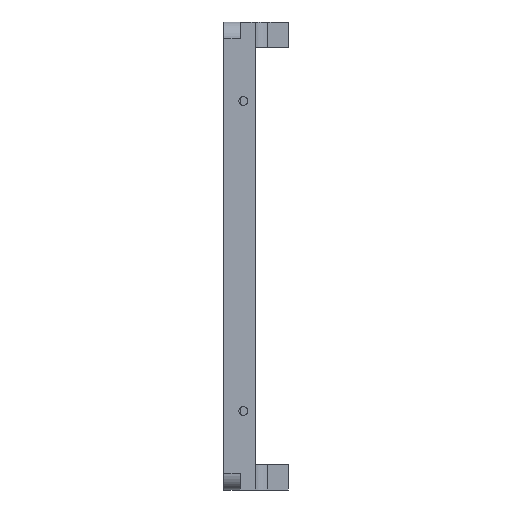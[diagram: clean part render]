
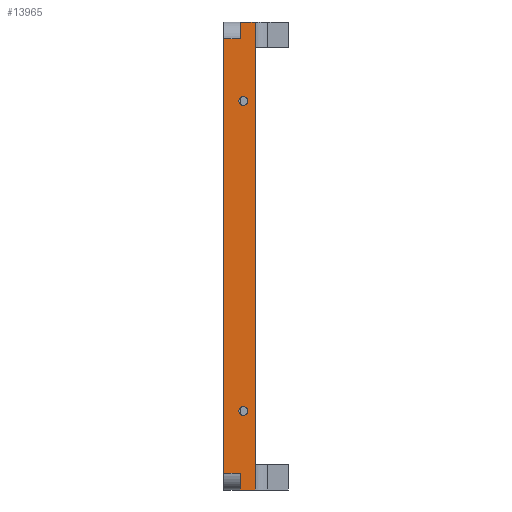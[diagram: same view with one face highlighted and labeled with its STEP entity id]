
A CAD part, front view. The second image highlights one B-rep face of the part: STEP entity #13965.
In plain terms, the highlighted planar face has unit normal (0, -1, 0).
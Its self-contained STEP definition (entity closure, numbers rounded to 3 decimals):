
#27 = EDGE_CURVE ( 'NONE', #340, #18338, #9761, .T. ) ;
#292 = CARTESIAN_POINT ( 'NONE',  ( 0.5, -78.6, -27.5 ) ) ;
#340 = VERTEX_POINT ( 'NONE', #2852 ) ;
#431 = VECTOR ( 'NONE', #4556, 1000. ) ;
#710 = DIRECTION ( 'NONE',  ( 1., 0., 0. ) ) ;
#851 = CARTESIAN_POINT ( 'NONE',  ( 0.5, -78.6, 28.3 ) ) ;
#1081 = CARTESIAN_POINT ( 'NONE',  ( 0., -78.6, 38.5 ) ) ;
#1196 = CARTESIAN_POINT ( 'NONE',  ( 2.6, -78.6, 41.5 ) ) ;
#1287 = EDGE_LOOP ( 'NONE', ( #7915, #11687 ) ) ;
#1694 = DIRECTION ( 'NONE',  ( 0., 0., -1. ) ) ;
#1864 = LINE ( 'NONE', #2036, #11816 ) ;
#1902 = DIRECTION ( 'NONE',  ( 0., -1., 0. ) ) ;
#1989 = VERTEX_POINT ( 'NONE', #851 ) ;
#2036 = CARTESIAN_POINT ( 'NONE',  ( 2.6, -78.6, -41.5 ) ) ;
#2290 = FACE_BOUND ( 'NONE', #3731, .T. ) ;
#2292 = CARTESIAN_POINT ( 'NONE',  ( 2.6, -78.6, -41.5 ) ) ;
#2339 = CARTESIAN_POINT ( 'NONE',  ( -3., -78.6, -38.5 ) ) ;
#2430 = CARTESIAN_POINT ( 'NONE',  ( 2.6, -78.6, 0. ) ) ;
#2606 = ORIENTED_EDGE ( 'NONE', *, *, #4998, .T. ) ;
#2657 = VECTOR ( 'NONE', #9456, 1000. ) ;
#2852 = CARTESIAN_POINT ( 'NONE',  ( 0.5, -78.6, -28.3 ) ) ;
#2917 = CARTESIAN_POINT ( 'NONE',  ( 2.6, -78.6, 41.5 ) ) ;
#2974 = DIRECTION ( 'NONE',  ( 0., 0., -1. ) ) ;
#3042 = ORIENTED_EDGE ( 'NONE', *, *, #14657, .F. ) ;
#3165 = CARTESIAN_POINT ( 'NONE',  ( 0.5, -78.6, 27.5 ) ) ;
#3205 = EDGE_CURVE ( 'NONE', #10188, #13226, #8204, .T. ) ;
#3265 = CIRCLE ( 'NONE', #5731, 0.8 ) ;
#3585 = CARTESIAN_POINT ( 'NONE',  ( 0., -78.6, 0. ) ) ;
#3592 = DIRECTION ( 'NONE',  ( 0., 0., -1. ) ) ;
#3731 = EDGE_LOOP ( 'NONE', ( #13943, #3042 ) ) ;
#3733 = EDGE_CURVE ( 'NONE', #12100, #1989, #3265, .T. ) ;
#3888 = ORIENTED_EDGE ( 'NONE', *, *, #7163, .T. ) ;
#4292 = VECTOR ( 'NONE', #9203, 1000. ) ;
#4389 = CARTESIAN_POINT ( 'NONE',  ( 0., -78.6, -38.5 ) ) ;
#4505 = EDGE_CURVE ( 'NONE', #10188, #16570, #9994, .T. ) ;
#4556 = DIRECTION ( 'NONE',  ( -1., 0., 0. ) ) ;
#4894 = VERTEX_POINT ( 'NONE', #10354 ) ;
#4998 = EDGE_CURVE ( 'NONE', #9667, #4894, #6102, .T. ) ;
#5338 = ORIENTED_EDGE ( 'NONE', *, *, #18143, .T. ) ;
#5731 = AXIS2_PLACEMENT_3D ( 'NONE', #3165, #9228, #10404 ) ;
#5853 = CARTESIAN_POINT ( 'NONE',  ( 0.5, -78.6, 26.7 ) ) ;
#6102 = LINE ( 'NONE', #2917, #431 ) ;
#6244 = FACE_OUTER_BOUND ( 'NONE', #18958, .T. ) ;
#6420 = LINE ( 'NONE', #15149, #4292 ) ;
#7002 = CARTESIAN_POINT ( 'NONE',  ( 0.5, -78.6, -26.7 ) ) ;
#7163 = EDGE_CURVE ( 'NONE', #4894, #16570, #13878, .T. ) ;
#7915 = ORIENTED_EDGE ( 'NONE', *, *, #3733, .F. ) ;
#8204 = LINE ( 'NONE', #15620, #12797 ) ;
#8544 = CARTESIAN_POINT ( 'NONE',  ( -3., -78.6, 38.5 ) ) ;
#8624 = CARTESIAN_POINT ( 'NONE',  ( 0.5, -78.6, 27.5 ) ) ;
#8672 = DIRECTION ( 'NONE',  ( 0., -1., 0. ) ) ;
#9185 = VECTOR ( 'NONE', #710, 1000. ) ;
#9203 = DIRECTION ( 'NONE',  ( 0., 0., -1. ) ) ;
#9228 = DIRECTION ( 'NONE',  ( 0., -1., 0. ) ) ;
#9242 = CARTESIAN_POINT ( 'NONE',  ( 0., -78.6, -41.5 ) ) ;
#9409 = DIRECTION ( 'NONE',  ( 0., 0., 1. ) ) ;
#9456 = DIRECTION ( 'NONE',  ( 0., 0., -1. ) ) ;
#9667 = VERTEX_POINT ( 'NONE', #1196 ) ;
#9761 = CIRCLE ( 'NONE', #14058, 0.8 ) ;
#9927 = LINE ( 'NONE', #2430, #10559 ) ;
#9994 = LINE ( 'NONE', #8544, #17134 ) ;
#10136 = EDGE_CURVE ( 'NONE', #9667, #18248, #9927, .T. ) ;
#10188 = VERTEX_POINT ( 'NONE', #11655 ) ;
#10354 = CARTESIAN_POINT ( 'NONE',  ( 0., -78.6, 41.5 ) ) ;
#10404 = DIRECTION ( 'NONE',  ( 0., 0., -1. ) ) ;
#10559 = VECTOR ( 'NONE', #15789, 1000. ) ;
#11307 = EDGE_CURVE ( 'NONE', #18553, #13017, #6420, .T. ) ;
#11577 = DIRECTION ( 'NONE',  ( 0., 0., -1. ) ) ;
#11655 = CARTESIAN_POINT ( 'NONE',  ( -3., -78.6, 38.5 ) ) ;
#11687 = ORIENTED_EDGE ( 'NONE', *, *, #17429, .F. ) ;
#11816 = VECTOR ( 'NONE', #17437, 1000. ) ;
#12079 = ORIENTED_EDGE ( 'NONE', *, *, #3205, .T. ) ;
#12100 = VERTEX_POINT ( 'NONE', #5853 ) ;
#12105 = CARTESIAN_POINT ( 'NONE',  ( 2.6, -78.6, 0. ) ) ;
#12209 = FACE_BOUND ( 'NONE', #1287, .T. ) ;
#12236 = AXIS2_PLACEMENT_3D ( 'NONE', #15714, #8672, #11577 ) ;
#12786 = CIRCLE ( 'NONE', #18605, 0.8 ) ;
#12797 = VECTOR ( 'NONE', #3592, 1000. ) ;
#13017 = VERTEX_POINT ( 'NONE', #9242 ) ;
#13226 = VERTEX_POINT ( 'NONE', #17493 ) ;
#13410 = ORIENTED_EDGE ( 'NONE', *, *, #14953, .F. ) ;
#13878 = LINE ( 'NONE', #3585, #2657 ) ;
#13943 = ORIENTED_EDGE ( 'NONE', *, *, #27, .F. ) ;
#13965 = ADVANCED_FACE ( 'NONE', ( #12209, #2290, #6244 ), #18245, .F. ) ;
#13996 = AXIS2_PLACEMENT_3D ( 'NONE', #12105, #15275, #9409 ) ;
#14058 = AXIS2_PLACEMENT_3D ( 'NONE', #292, #1902, #2974 ) ;
#14137 = ORIENTED_EDGE ( 'NONE', *, *, #11307, .T. ) ;
#14412 = DIRECTION ( 'NONE',  ( 1., 0., 0. ) ) ;
#14577 = DIRECTION ( 'NONE',  ( 0., -1., 0. ) ) ;
#14657 = EDGE_CURVE ( 'NONE', #18338, #340, #18063, .T. ) ;
#14953 = EDGE_CURVE ( 'NONE', #18248, #13017, #1864, .T. ) ;
#15149 = CARTESIAN_POINT ( 'NONE',  ( 0., -78.6, 0. ) ) ;
#15275 = DIRECTION ( 'NONE',  ( 0., 1., 0. ) ) ;
#15541 = ORIENTED_EDGE ( 'NONE', *, *, #10136, .F. ) ;
#15615 = LINE ( 'NONE', #2339, #9185 ) ;
#15620 = CARTESIAN_POINT ( 'NONE',  ( -3., -78.6, 0. ) ) ;
#15714 = CARTESIAN_POINT ( 'NONE',  ( 0.5, -78.6, -27.5 ) ) ;
#15789 = DIRECTION ( 'NONE',  ( 0., 0., -1. ) ) ;
#16570 = VERTEX_POINT ( 'NONE', #1081 ) ;
#16615 = ORIENTED_EDGE ( 'NONE', *, *, #4505, .F. ) ;
#17134 = VECTOR ( 'NONE', #14412, 1000. ) ;
#17429 = EDGE_CURVE ( 'NONE', #1989, #12100, #12786, .T. ) ;
#17437 = DIRECTION ( 'NONE',  ( -1., 0., 0. ) ) ;
#17493 = CARTESIAN_POINT ( 'NONE',  ( -3., -78.6, -38.5 ) ) ;
#18063 = CIRCLE ( 'NONE', #12236, 0.8 ) ;
#18143 = EDGE_CURVE ( 'NONE', #13226, #18553, #15615, .T. ) ;
#18245 = PLANE ( 'NONE',  #13996 ) ;
#18248 = VERTEX_POINT ( 'NONE', #2292 ) ;
#18338 = VERTEX_POINT ( 'NONE', #7002 ) ;
#18553 = VERTEX_POINT ( 'NONE', #4389 ) ;
#18605 = AXIS2_PLACEMENT_3D ( 'NONE', #8624, #14577, #1694 ) ;
#18958 = EDGE_LOOP ( 'NONE', ( #3888, #16615, #12079, #5338, #14137, #13410, #15541, #2606 ) ) ;
